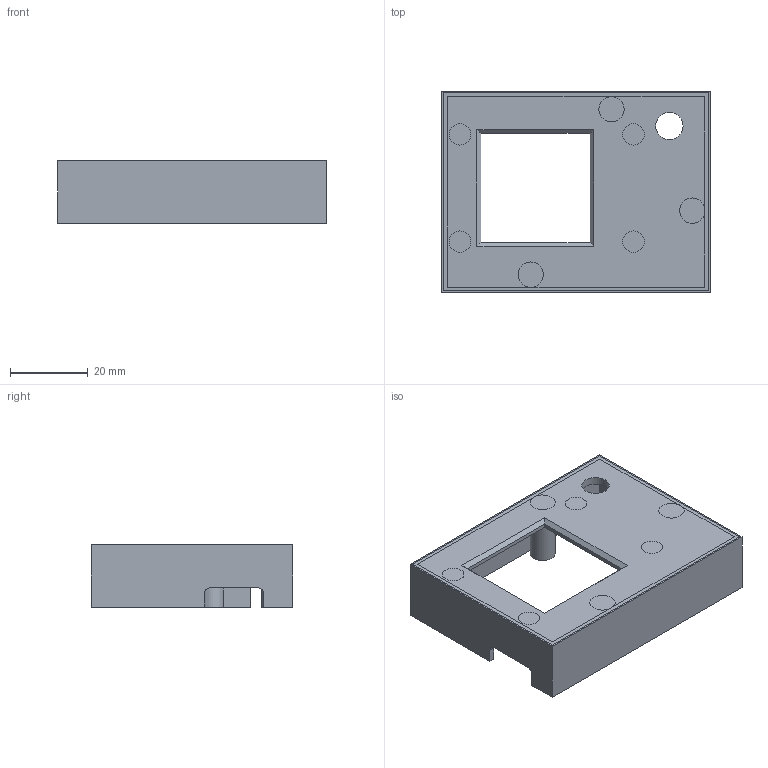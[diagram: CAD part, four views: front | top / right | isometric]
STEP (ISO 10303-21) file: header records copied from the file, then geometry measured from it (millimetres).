
FILE_DESCRIPTION(('FreeCAD Model'),'2;1');
FILE_NAME('Open CASCADE Shape Model','2024-10-16T20:30:43',(''),(''), 'Open CASCADE STEP processor 7.6','FreeCAD','Unknown');
FILE_SCHEMA(('AUTOMOTIVE_DESIGN { 1 0 10303 214 1 1 1 1 }'));
Length unit declared in the file: millimetre
Products named in the file (1): Body
Bounding box: 68.8 x 51.6 x 16 mm (x, y, z)
Volume: 11157.3 mm3; surface area: 13456 mm2
Topology: 1 solids, 1 shells, 84 faces, 188 edges, 123 vertices
Faces by surface type: plane 63, cylinder 21
Full cylindrical faces by diameter (mm): 1.8 x4, 2.5 x3, 5.5 x4, 7 x1
Entity records: 4833 total; most frequent: CARTESIAN_POINT 820, DIRECTION 785, LINE 429, VECTOR 429, ORIENTED_EDGE 376, PCURVE 376, DEFINITIONAL_REPRESENTATION 376, EDGE_CURVE 188
